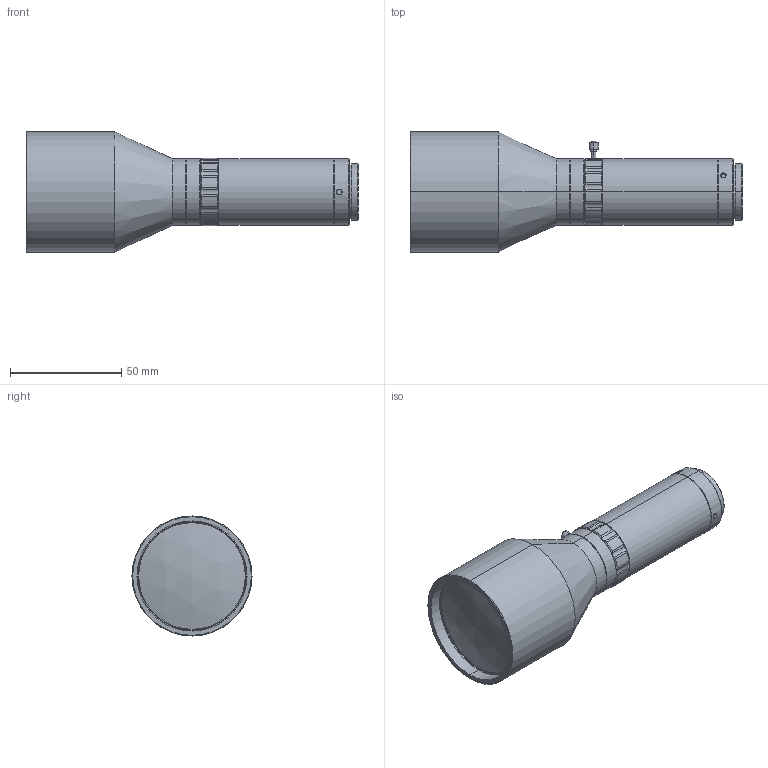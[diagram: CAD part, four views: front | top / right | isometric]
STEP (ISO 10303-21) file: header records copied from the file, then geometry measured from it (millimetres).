
FILE_DESCRIPTION (( 'STEP AP214' ), '1' );
FILE_NAME ('DTCA230-37.STEP', '2014-10-22T14:42:17', ( 'think' ), ( '' ), 'SwSTEP 2.0', 'SolidWorks 2012', '' );
FILE_SCHEMA (( 'AUTOMOTIVE_DESIGN' ));
Length unit declared in the file: millimetre
Products named in the file (1): DTCA230-37
Bounding box: 149.36 x 54 x 54 mm (x, y, z)
Volume: 177379.4 mm3; surface area: 23687.1 mm2
Topology: 3 solids, 3 shells, 172 faces, 412 edges, 259 vertices
Faces by surface type: cylinder 105, cone 39, plane 25, bspline 2, sphere 1
Entity records: 6292 total; most frequent: CARTESIAN_POINT 1574, DIRECTION 816, ORIENTED_EDGE 812, EDGE_CURVE 406, AXIS2_PLACEMENT_3D 333, VERTEX_POINT 259, EDGE_LOOP 197, FACE_OUTER_BOUND 172
